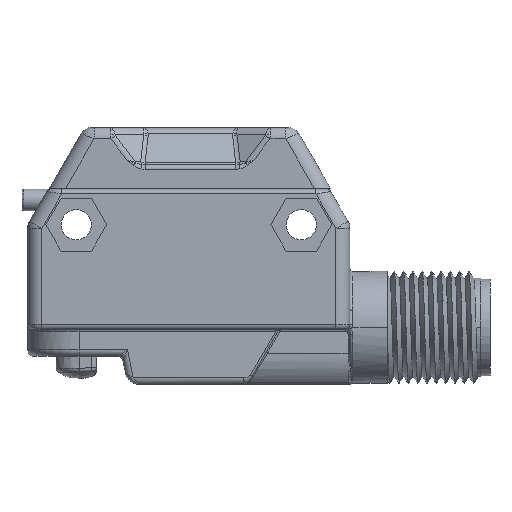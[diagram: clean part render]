
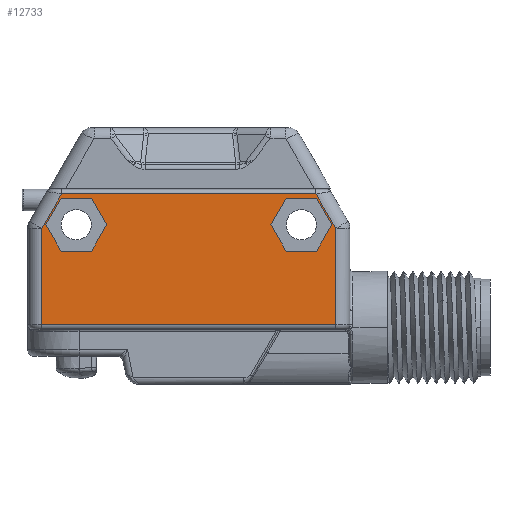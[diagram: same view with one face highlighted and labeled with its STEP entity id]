
A CAD part, left-side view. The second image highlights one B-rep face of the part: STEP entity #12733.
In plain terms, the highlighted planar face has unit normal (-1, 0, 0).
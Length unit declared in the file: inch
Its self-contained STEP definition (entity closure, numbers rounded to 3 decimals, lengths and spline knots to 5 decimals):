
#328=DIRECTION('',(0.,0.,-1.));
#329=VECTOR('',#328,0.40544);
#330=CARTESIAN_POINT('',(-0.29528,0.62008,
0.12197));
#331=LINE('',#330,#329);
#341=DIRECTION('',(0.,-1.,0.));
#342=VECTOR('',#341,0.12843);
#343=CARTESIAN_POINT('',(-0.29528,0.53862,
0.02657));
#344=LINE('',#343,#342);
#345=DIRECTION('',(0.,-0.5,0.866));
#346=VECTOR('',#345,0.12843);
#347=CARTESIAN_POINT('',(-0.29528,0.4102,
0.02657));
#348=LINE('',#347,#346);
#349=DIRECTION('',(0.,0.5,0.866));
#350=VECTOR('',#349,0.12843);
#351=CARTESIAN_POINT('',(-0.29528,0.34598,
0.1378));
#352=LINE('',#351,#350);
#353=DIRECTION('',(0.,1.,0.));
#354=VECTOR('',#353,0.12843);
#355=CARTESIAN_POINT('',(-0.29528,0.4102,
0.24902));
#356=LINE('',#355,#354);
#357=DIRECTION('',(0.,0.5,-0.866));
#358=VECTOR('',#357,0.12843);
#359=CARTESIAN_POINT('',(-0.29528,0.53862,
0.24902));
#360=LINE('',#359,#358);
#361=DIRECTION('',(0.,-0.5,-0.866));
#362=VECTOR('',#361,0.12843);
#363=CARTESIAN_POINT('',(-0.29528,0.60284,
0.1378));
#364=LINE('',#363,#362);
#365=DIRECTION('',(0.,-1.,0.));
#366=VECTOR('',#365,0.12843);
#367=CARTESIAN_POINT('',(-0.29528,-0.4102,
0.02657));
#368=LINE('',#367,#366);
#369=DIRECTION('',(0.,-0.5,0.866));
#370=VECTOR('',#369,0.12843);
#371=CARTESIAN_POINT('',(-0.29528,-0.53862,
0.02657));
#372=LINE('',#371,#370);
#373=DIRECTION('',(0.,0.5,0.866));
#374=VECTOR('',#373,0.12843);
#375=CARTESIAN_POINT('',(-0.29528,-0.60284,
0.1378));
#376=LINE('',#375,#374);
#377=DIRECTION('',(0.,1.,0.));
#378=VECTOR('',#377,0.12843);
#379=CARTESIAN_POINT('',(-0.29528,-0.53862,
0.24902));
#380=LINE('',#379,#378);
#381=DIRECTION('',(0.,0.5,-0.866));
#382=VECTOR('',#381,0.12843);
#383=CARTESIAN_POINT('',(-0.29528,-0.4102,
0.24902));
#384=LINE('',#383,#382);
#385=DIRECTION('',(0.,-0.5,-0.866));
#386=VECTOR('',#385,0.12843);
#387=CARTESIAN_POINT('',(-0.29528,-0.34598,
0.1378));
#388=LINE('',#387,#386);
#393=DIRECTION('',(0.,0.,1.));
#394=VECTOR('',#393,0.40544);
#395=CARTESIAN_POINT('',(-0.29528,-0.62008,
-0.28346));
#396=LINE('',#395,#394);
#596=DIRECTION('',(0.,-1.,0.));
#597=VECTOR('',#596,1.24016);
#598=CARTESIAN_POINT('',(-0.29528,0.62008,
-0.28346));
#599=LINE('',#598,#597);
#6186=DIRECTION('',(0.,0.5,0.866));
#6187=VECTOR('',#6186,0.16829);
#6188=CARTESIAN_POINT('',(-0.29528,-0.62008,
0.12197));
#6189=LINE('',#6188,#6187);
#10163=DIRECTION('',(0.,-1.,0.));
#10164=VECTOR('',#10163,1.07187);
#10165=CARTESIAN_POINT('',(-0.29528,0.53593,
0.26772));
#10166=LINE('',#10165,#10164);
#10209=CARTESIAN_POINT('',(-0.29528,0.53593,
0.26772));
#10216=DIRECTION('',(0.,0.5,-0.866));
#10217=VECTOR('',#10216,0.16829);
#10218=CARTESIAN_POINT('',(-0.29528,0.53593,
0.26772));
#10219=LINE('',#10218,#10217);
#10829=CARTESIAN_POINT('',(-0.29528,0.53862,
0.02657));
#10830=CARTESIAN_POINT('',(-0.29528,0.4102,
0.02657));
#10831=VERTEX_POINT('',#10829);
#10832=VERTEX_POINT('',#10830);
#10833=CARTESIAN_POINT('',(-0.29528,0.34598,
0.1378));
#10834=VERTEX_POINT('',#10833);
#10835=CARTESIAN_POINT('',(-0.29528,0.4102,
0.24902));
#10836=VERTEX_POINT('',#10835);
#10837=CARTESIAN_POINT('',(-0.29528,0.53862,
0.24902));
#10838=VERTEX_POINT('',#10837);
#10839=CARTESIAN_POINT('',(-0.29528,0.60284,
0.1378));
#10840=VERTEX_POINT('',#10839);
#10841=CARTESIAN_POINT('',(-0.29528,-0.4102,
0.02657));
#10842=CARTESIAN_POINT('',(-0.29528,-0.53862,
0.02657));
#10843=VERTEX_POINT('',#10841);
#10844=VERTEX_POINT('',#10842);
#10845=CARTESIAN_POINT('',(-0.29528,-0.60284,
0.1378));
#10846=VERTEX_POINT('',#10845);
#10847=CARTESIAN_POINT('',(-0.29528,-0.53862,
0.24902));
#10848=VERTEX_POINT('',#10847);
#10849=CARTESIAN_POINT('',(-0.29528,-0.4102,
0.24902));
#10850=VERTEX_POINT('',#10849);
#10851=CARTESIAN_POINT('',(-0.29528,-0.34598,
0.1378));
#10852=VERTEX_POINT('',#10851);
#10883=CARTESIAN_POINT('',(-0.29528,-0.62008,
0.12197));
#10884=VERTEX_POINT('',#10883);
#10885=CARTESIAN_POINT('',(-0.29528,0.62008,
0.12197));
#10886=VERTEX_POINT('',#10885);
#10896=VERTEX_POINT('',#10209);
#10899=CARTESIAN_POINT('',(-0.29528,-0.53593,
0.26772));
#10900=VERTEX_POINT('',#10899);
#11501=CARTESIAN_POINT('',(-0.29528,0.62008,
-0.28346));
#11502=CARTESIAN_POINT('',(-0.29528,-0.62008,
-0.28346));
#11503=VERTEX_POINT('',#11501);
#11504=VERTEX_POINT('',#11502);
#12687=CARTESIAN_POINT('',(-0.29528,0.67913,
-0.01575));
#12688=DIRECTION('',(-1.,0.,0.));
#12689=DIRECTION('',(0.,-1.,0.));
#12690=AXIS2_PLACEMENT_3D('',#12687,#12688,#12689);
#12691=PLANE('',#12690);
#12693=ORIENTED_EDGE('',*,*,#12692,.F.);
#12695=ORIENTED_EDGE('',*,*,#12694,.F.);
#12696=ORIENTED_EDGE('',*,*,#12677,.F.);
#12698=ORIENTED_EDGE('',*,*,#12697,.F.);
#12700=ORIENTED_EDGE('',*,*,#12699,.T.);
#12702=ORIENTED_EDGE('',*,*,#12701,.F.);
#12703=EDGE_LOOP('',(#12693,#12695,#12696,#12698,#12700,#12702));
#12704=FACE_OUTER_BOUND('',#12703,.F.);
#12706=ORIENTED_EDGE('',*,*,#12705,.T.);
#12708=ORIENTED_EDGE('',*,*,#12707,.T.);
#12710=ORIENTED_EDGE('',*,*,#12709,.T.);
#12712=ORIENTED_EDGE('',*,*,#12711,.T.);
#12714=ORIENTED_EDGE('',*,*,#12713,.T.);
#12716=ORIENTED_EDGE('',*,*,#12715,.T.);
#12717=EDGE_LOOP('',(#12706,#12708,#12710,#12712,#12714,#12716));
#12718=FACE_BOUND('',#12717,.F.);
#12720=ORIENTED_EDGE('',*,*,#12719,.T.);
#12722=ORIENTED_EDGE('',*,*,#12721,.T.);
#12724=ORIENTED_EDGE('',*,*,#12723,.T.);
#12726=ORIENTED_EDGE('',*,*,#12725,.T.);
#12728=ORIENTED_EDGE('',*,*,#12727,.T.);
#12730=ORIENTED_EDGE('',*,*,#12729,.T.);
#12731=EDGE_LOOP('',(#12720,#12722,#12724,#12726,#12728,#12730));
#12732=FACE_BOUND('',#12731,.F.);
#12733=ADVANCED_FACE('',(#12704,#12718,#12732),#12691,.T.);
#12677=EDGE_CURVE('',#10886,#11503,#331,.T.);
#12692=EDGE_CURVE('',#11504,#10884,#396,.T.);
#12694=EDGE_CURVE('',#11503,#11504,#599,.T.);
#12697=EDGE_CURVE('',#10896,#10886,#10219,.T.);
#12699=EDGE_CURVE('',#10896,#10900,#10166,.T.);
#12701=EDGE_CURVE('',#10884,#10900,#6189,.T.);
#12705=EDGE_CURVE('',#10831,#10832,#344,.T.);
#12707=EDGE_CURVE('',#10832,#10834,#348,.T.);
#12709=EDGE_CURVE('',#10834,#10836,#352,.T.);
#12711=EDGE_CURVE('',#10836,#10838,#356,.T.);
#12713=EDGE_CURVE('',#10838,#10840,#360,.T.);
#12715=EDGE_CURVE('',#10840,#10831,#364,.T.);
#12719=EDGE_CURVE('',#10843,#10844,#368,.T.);
#12721=EDGE_CURVE('',#10844,#10846,#372,.T.);
#12723=EDGE_CURVE('',#10846,#10848,#376,.T.);
#12725=EDGE_CURVE('',#10848,#10850,#380,.T.);
#12727=EDGE_CURVE('',#10850,#10852,#384,.T.);
#12729=EDGE_CURVE('',#10852,#10843,#388,.T.);
